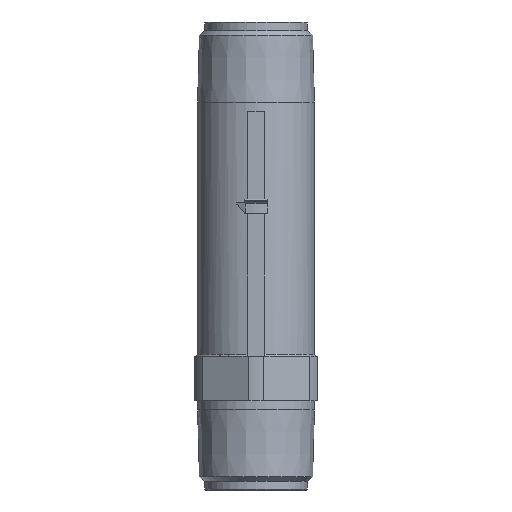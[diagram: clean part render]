
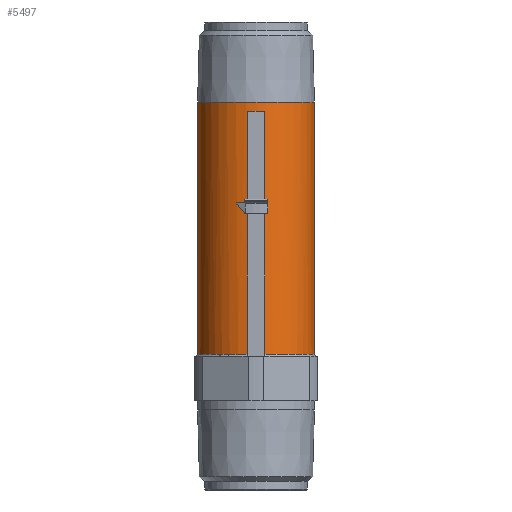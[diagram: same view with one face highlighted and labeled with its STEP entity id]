
A CAD part, front view. The second image highlights one B-rep face of the part: STEP entity #5497.
In plain terms, the highlighted cylindrical face has radius 16.637 mm (diameter 33.274 mm), a partial arc.
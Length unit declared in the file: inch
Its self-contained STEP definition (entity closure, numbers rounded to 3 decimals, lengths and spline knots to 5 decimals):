
#12 = CARTESIAN_POINT ( 'NONE',  ( 0., 0., 0.56621 ) ) ;
#206 = DIRECTION ( 'NONE',  ( 1., 0., 0. ) ) ;
#301 = ORIENTED_EDGE ( 'NONE', *, *, #1659, .T. ) ;
#308 = LINE ( 'NONE', #1960, #5114 ) ;
#390 = CIRCLE ( 'NONE', #2960, 0.655 ) ;
#473 = DIRECTION ( 'NONE',  ( 0., 0., 1. ) ) ;
#494 = ORIENTED_EDGE ( 'NONE', *, *, #3395, .F. ) ;
#679 = EDGE_CURVE ( 'NONE', #5141, #3437, #2865, .T. ) ;
#722 = VECTOR ( 'NONE', #3095, 39.37008 ) ;
#752 = DIRECTION ( 'NONE',  ( 1., 0., 0. ) ) ;
#876 = CARTESIAN_POINT ( 'NONE',  ( 0., 0., -3.7272 ) ) ;
#886 = CYLINDRICAL_SURFACE ( 'NONE', #5201, 0.655 ) ;
#903 = LINE ( 'NONE', #1215, #6143 ) ;
#1117 = VERTEX_POINT ( 'NONE', #1192 ) ;
#1136 = EDGE_LOOP ( 'NONE', ( #5082, #2708, #4933, #4698, #494, #301, #3854, #3296 ) ) ;
#1177 = DIRECTION ( 'NONE',  ( 0., 0., 1. ) ) ;
#1192 = CARTESIAN_POINT ( 'NONE',  ( 0.655, 0., -3.7272 ) ) ;
#1215 = CARTESIAN_POINT ( 'NONE',  ( 0.1, -0.64732, -3.98208 ) ) ;
#1249 = CIRCLE ( 'NONE', #3286, 0.655 ) ;
#1267 = CARTESIAN_POINT ( 'NONE',  ( 0., 0., -0.89754 ) ) ;
#1289 = VERTEX_POINT ( 'NONE', #4942 ) ;
#1617 = EDGE_CURVE ( 'NONE', #1648, #3772, #390, .T. ) ;
#1648 = VERTEX_POINT ( 'NONE', #2437 ) ;
#1659 = EDGE_CURVE ( 'NONE', #2188, #1117, #1249, .T. ) ;
#1960 = CARTESIAN_POINT ( 'NONE',  ( -0.1, -0.64732, -3.98208 ) ) ;
#2188 = VERTEX_POINT ( 'NONE', #6188 ) ;
#2258 = EDGE_CURVE ( 'NONE', #1289, #2662, #5185, .T. ) ;
#2340 = CARTESIAN_POINT ( 'NONE',  ( 0., 0., -1.00039 ) ) ;
#2437 = CARTESIAN_POINT ( 'NONE',  ( -0.1, -0.64732, -1.00039 ) ) ;
#2662 = VERTEX_POINT ( 'NONE', #3585 ) ;
#2708 = ORIENTED_EDGE ( 'NONE', *, *, #679, .T. ) ;
#2859 = DIRECTION ( 'NONE',  ( 0., 0., 1. ) ) ;
#2865 = CIRCLE ( 'NONE', #4819, 0.655 ) ;
#2960 = AXIS2_PLACEMENT_3D ( 'NONE', #2340, #6286, #752 ) ;
#3042 = CARTESIAN_POINT ( 'NONE',  ( 0.655, 0., 0.56621 ) ) ;
#3095 = DIRECTION ( 'NONE',  ( 0., 0., 1. ) ) ;
#3137 = CARTESIAN_POINT ( 'NONE',  ( -0.655, 0., 0.56621 ) ) ;
#3286 = AXIS2_PLACEMENT_3D ( 'NONE', #876, #5468, #3909 ) ;
#3296 = ORIENTED_EDGE ( 'NONE', *, *, #2258, .F. ) ;
#3383 = AXIS2_PLACEMENT_3D ( 'NONE', #1267, #6310, #206 ) ;
#3395 = EDGE_CURVE ( 'NONE', #2188, #3772, #903, .T. ) ;
#3437 = VERTEX_POINT ( 'NONE', #5676 ) ;
#3571 = DIRECTION ( 'NONE',  ( 1., 0., 0. ) ) ;
#3585 = CARTESIAN_POINT ( 'NONE',  ( 0.655, 0., -0.89754 ) ) ;
#3772 = VERTEX_POINT ( 'NONE', #5419 ) ;
#3854 = ORIENTED_EDGE ( 'NONE', *, *, #4596, .T. ) ;
#3909 = DIRECTION ( 'NONE',  ( 1., 0., 0. ) ) ;
#4145 = DIRECTION ( 'NONE',  ( 0., 0., 1. ) ) ;
#4146 = LINE ( 'NONE', #3137, #722 ) ;
#4161 = CARTESIAN_POINT ( 'NONE',  ( -0.655, 0., -3.7272 ) ) ;
#4421 = DIRECTION ( 'NONE',  ( 1., 0., 0. ) ) ;
#4596 = EDGE_CURVE ( 'NONE', #1117, #2662, #5294, .T. ) ;
#4698 = ORIENTED_EDGE ( 'NONE', *, *, #1617, .T. ) ;
#4779 = FACE_OUTER_BOUND ( 'NONE', #1136, .T. ) ;
#4819 = AXIS2_PLACEMENT_3D ( 'NONE', #6527, #5505, #4421 ) ;
#4933 = ORIENTED_EDGE ( 'NONE', *, *, #4937, .T. ) ;
#4937 = EDGE_CURVE ( 'NONE', #3437, #1648, #308, .T. ) ;
#4942 = CARTESIAN_POINT ( 'NONE',  ( -0.655, 0., -0.89754 ) ) ;
#5082 = ORIENTED_EDGE ( 'NONE', *, *, #5129, .F. ) ;
#5114 = VECTOR ( 'NONE', #2859, 39.37008 ) ;
#5129 = EDGE_CURVE ( 'NONE', #5141, #1289, #4146, .T. ) ;
#5141 = VERTEX_POINT ( 'NONE', #4161 ) ;
#5185 = CIRCLE ( 'NONE', #3383, 0.655 ) ;
#5201 = AXIS2_PLACEMENT_3D ( 'NONE', #12, #473, #3571 ) ;
#5294 = LINE ( 'NONE', #3042, #6580 ) ;
#5419 = CARTESIAN_POINT ( 'NONE',  ( 0.1, -0.64732, -1.00039 ) ) ;
#5468 = DIRECTION ( 'NONE',  ( 0., 0., 1. ) ) ;
#5497 = ADVANCED_FACE ( 'NONE', ( #4779 ), #886, .T. ) ;
#5505 = DIRECTION ( 'NONE',  ( 0., 0., 1. ) ) ;
#5676 = CARTESIAN_POINT ( 'NONE',  ( -0.1, -0.64732, -3.7272 ) ) ;
#6143 = VECTOR ( 'NONE', #1177, 39.37008 ) ;
#6188 = CARTESIAN_POINT ( 'NONE',  ( 0.1, -0.64732, -3.7272 ) ) ;
#6286 = DIRECTION ( 'NONE',  ( 0., 0., 1. ) ) ;
#6310 = DIRECTION ( 'NONE',  ( 0., 0., 1. ) ) ;
#6527 = CARTESIAN_POINT ( 'NONE',  ( 0., 0., -3.7272 ) ) ;
#6580 = VECTOR ( 'NONE', #4145, 39.37008 ) ;
